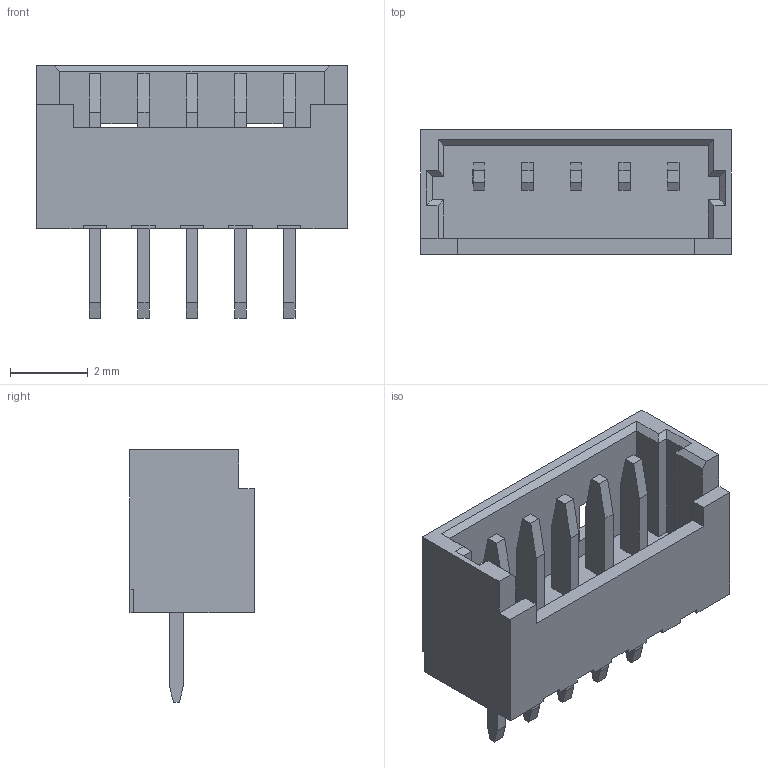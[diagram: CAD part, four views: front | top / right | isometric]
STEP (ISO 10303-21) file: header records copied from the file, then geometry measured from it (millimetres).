
FILE_DESCRIPTION(/* description */ ('Unknown'),/* implementation_level */ '2;1');
FILE_NAME(/* name */ '653005114822',/* time_stamp */ '2018-06-05T16:50:36+02:00',/* author */ ('Unknown'),/* organization */ ('Unknown'),/* preprocessor_version */ 'ST-DEVELOPER v16.7',/* originating_system */ 'DEX',/* authorisation */ $);
FILE_SCHEMA (('AUTOMOTIVE_DESIGN {1 0 10303 214 3 1 1}'));
Length unit declared in the file: millimetre
Products named in the file (3): 6530xx114822; 653005114822; 6530xx114822_PIN
Assembly tree (6 placements, depth 2):
  6530xx114822
    653005114822
    6530xx114822_PIN  x5
Bounding box: 8 x 3.2 x 6.5 mm (x, y, z)
Volume: 53.1 mm3; surface area: 241 mm2
Topology: 6 solids, 6 shells, 191 faces, 525 edges, 346 vertices
Faces by surface type: plane 191
Entity records: 4395 total; most frequent: CARTESIAN_POINT 773, ORIENTED_EDGE 762, DIRECTION 665, EDGE_CURVE 381, LINE 381, VECTOR 381, VERTEX_POINT 250, EDGE_LOOP 149
